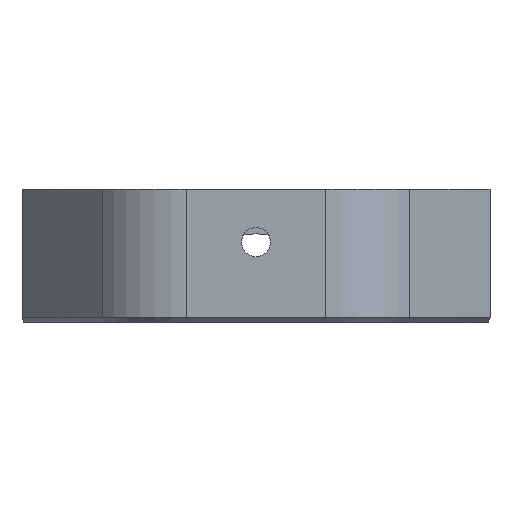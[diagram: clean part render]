
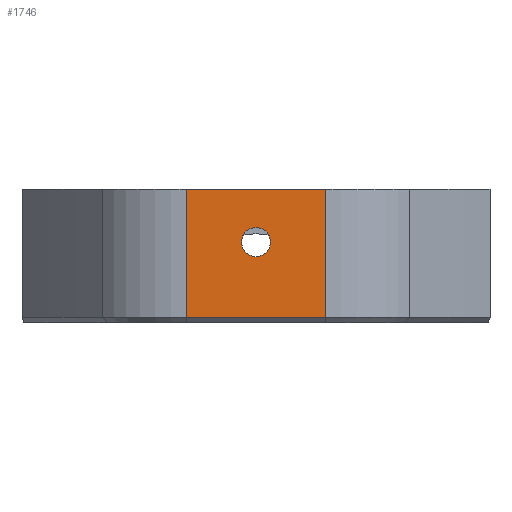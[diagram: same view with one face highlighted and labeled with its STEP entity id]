
A CAD part, front view. The second image highlights one B-rep face of the part: STEP entity #1746.
In plain terms, the highlighted planar face has unit normal (0, -1, 0).
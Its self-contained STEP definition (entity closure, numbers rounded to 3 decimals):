
#224 = VERTEX_POINT ( 'NONE', #6825 ) ;
#225 = VERTEX_POINT ( 'NONE', #6826 ) ;
#883 = VERTEX_POINT ( 'NONE', #3915 ) ;
#884 = VERTEX_POINT ( 'NONE', #3916 ) ;
#1455 = FACE_OUTER_BOUND ( 'NONE', #2716, .T. ) ;
#1457 = DIRECTION ( 'NONE',  ( 0., 1., 0. ) ) ;
#1460 = CARTESIAN_POINT ( 'NONE',  ( -12.5, -13.75, 24. ) ) ;
#1461 = FACE_BOUND ( 'NONE', #2715, .T. ) ;
#1463 = PLANE ( 'NONE',  #2682 ) ;
#1465 = DIRECTION ( 'NONE',  ( 0., 0., 1. ) ) ;
#1746 = ADVANCED_FACE ( 'NONE', ( #1461, #1455 ), #1463, .F. ) ;
#2418 = EDGE_CURVE ( 'NONE', #224, #225, #3346, .T. ) ;
#2682 = AXIS2_PLACEMENT_3D ( 'NONE', #1460, #1457, #1465 ) ;
#2715 = EDGE_LOOP ( 'NONE', ( #3266, #3265 ) ) ;
#2716 = EDGE_LOOP ( 'NONE', ( #3264, #3263, #3262, #3261 ) ) ;
#2925 = EDGE_CURVE ( 'NONE', #883, #884, #7076, .T. ) ;
#3079 = VERTEX_POINT ( 'NONE', #7403 ) ;
#3080 = VERTEX_POINT ( 'NONE', #7404 ) ;
#3261 = ORIENTED_EDGE ( 'NONE', *, *, #2925, .F. ) ;
#3262 = ORIENTED_EDGE ( 'NONE', *, *, #3477, .F. ) ;
#3263 = ORIENTED_EDGE ( 'NONE', *, *, #3476, .T. ) ;
#3264 = ORIENTED_EDGE ( 'NONE', *, *, #3475, .T. ) ;
#3265 = ORIENTED_EDGE ( 'NONE', *, *, #2418, .F. ) ;
#3266 = ORIENTED_EDGE ( 'NONE', *, *, #3474, .F. ) ;
#3310 = AXIS2_PLACEMENT_3D ( 'NONE', #4555, #4556, #4557 ) ;
#3346 = CIRCLE ( 'NONE', #3310, 2.6 ) ;
#3474 = EDGE_CURVE ( 'NONE', #225, #224, #7790, .T. ) ;
#3475 = EDGE_CURVE ( 'NONE', #883, #3079, #7530, .T. ) ;
#3476 = EDGE_CURVE ( 'NONE', #3079, #3080, #7534, .T. ) ;
#3477 = EDGE_CURVE ( 'NONE', #884, #3080, #7542, .T. ) ;
#3915 = CARTESIAN_POINT ( 'NONE',  ( -12.5, -13.75, 24. ) ) ;
#3916 = CARTESIAN_POINT ( 'NONE',  ( 12.5, -13.75, 24. ) ) ;
#4425 = VECTOR ( 'NONE', #7084, 1000. ) ;
#4555 = CARTESIAN_POINT ( 'NONE',  ( 0., -13.75, 14.5 ) ) ;
#4556 = DIRECTION ( 'NONE',  ( 0., -1., 0. ) ) ;
#4557 = DIRECTION ( 'NONE',  ( 0., 0., -1. ) ) ;
#6825 = CARTESIAN_POINT ( 'NONE',  ( 0., -13.75, 17.1 ) ) ;
#6826 = CARTESIAN_POINT ( 'NONE',  ( 0., -13.75, 11.9 ) ) ;
#7076 = LINE ( 'NONE', #7077, #4425 ) ;
#7077 = CARTESIAN_POINT ( 'NONE',  ( -12.5, -13.75, 24. ) ) ;
#7084 = DIRECTION ( 'NONE',  ( 1., 0., 0. ) ) ;
#7403 = CARTESIAN_POINT ( 'NONE',  ( -12.5, -13.75, 1. ) ) ;
#7404 = CARTESIAN_POINT ( 'NONE',  ( 12.5, -13.75, 1. ) ) ;
#7513 = CARTESIAN_POINT ( 'NONE',  ( -12.5, -13.75, 24. ) ) ;
#7530 = LINE ( 'NONE', #7513, #7797 ) ;
#7534 = LINE ( 'NONE', #7540, #7796 ) ;
#7535 = CARTESIAN_POINT ( 'NONE',  ( 0., -13.75, 14.5 ) ) ;
#7536 = DIRECTION ( 'NONE',  ( 0., -1., 0. ) ) ;
#7537 = DIRECTION ( 'NONE',  ( 0., 0., -1. ) ) ;
#7539 = DIRECTION ( 'NONE',  ( 0., 0., -1. ) ) ;
#7540 = CARTESIAN_POINT ( 'NONE',  ( -12.5, -13.75, 1. ) ) ;
#7541 = DIRECTION ( 'NONE',  ( 1., 0., 0. ) ) ;
#7542 = LINE ( 'NONE', #7543, #7800 ) ;
#7543 = CARTESIAN_POINT ( 'NONE',  ( 12.5, -13.75, 24. ) ) ;
#7544 = DIRECTION ( 'NONE',  ( 0., 0., -1. ) ) ;
#7790 = CIRCLE ( 'NONE', #7798, 2.6 ) ;
#7796 = VECTOR ( 'NONE', #7541, 1000. ) ;
#7797 = VECTOR ( 'NONE', #7539, 1000. ) ;
#7798 = AXIS2_PLACEMENT_3D ( 'NONE', #7535, #7536, #7537 ) ;
#7800 = VECTOR ( 'NONE', #7544, 1000. ) ;
